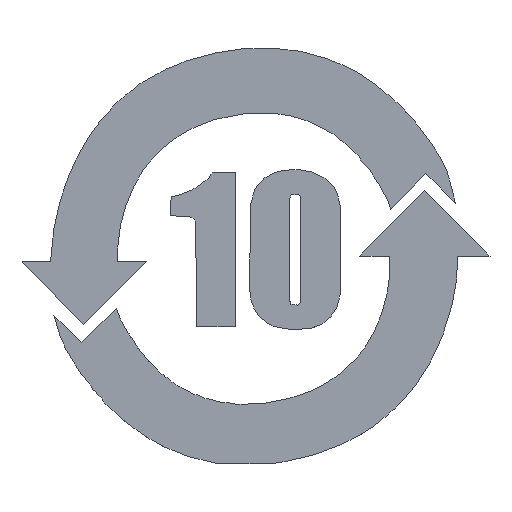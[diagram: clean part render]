
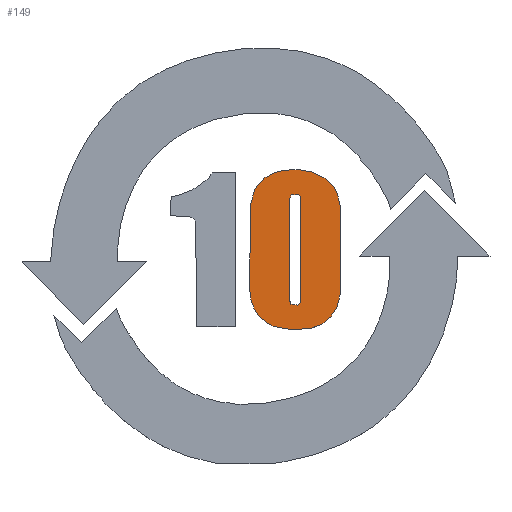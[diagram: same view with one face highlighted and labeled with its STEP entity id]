
A CAD part, top view. The second image highlights one B-rep face of the part: STEP entity #149.
In plain terms, the highlighted planar face has unit normal (0, 0, 1).
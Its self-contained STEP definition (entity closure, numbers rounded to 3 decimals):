
#25=FACE_BOUND('',#784,.T.);
#26=FACE_BOUND('',#785,.T.);
#149=ADVANCED_FACE('',(#25,#26),#361,.T.);
#361=PLANE('',#4466);
#784=EDGE_LOOP('',(#1416,#1417,#1418,#1419,#1420,#1421,#1422,#1423,#1424,
#1425,#1426,#1427,#1428,#1429,#1430,#1431,#1432,#1433,#1434,#1435,#1436,
#1437,#1438));
#785=EDGE_LOOP('',(#1439,#1440,#1441,#1442,#1443,#1444,#1445,#1446,#1447,
#1448));
#1416=ORIENTED_EDGE('',*,*,#2814,.T.);
#1417=ORIENTED_EDGE('',*,*,#2815,.T.);
#1418=ORIENTED_EDGE('',*,*,#2816,.T.);
#1419=ORIENTED_EDGE('',*,*,#2817,.T.);
#1420=ORIENTED_EDGE('',*,*,#2818,.T.);
#1421=ORIENTED_EDGE('',*,*,#2819,.T.);
#1422=ORIENTED_EDGE('',*,*,#2820,.T.);
#1423=ORIENTED_EDGE('',*,*,#2821,.T.);
#1424=ORIENTED_EDGE('',*,*,#2822,.T.);
#1425=ORIENTED_EDGE('',*,*,#2823,.T.);
#1426=ORIENTED_EDGE('',*,*,#2824,.T.);
#1427=ORIENTED_EDGE('',*,*,#2825,.T.);
#1428=ORIENTED_EDGE('',*,*,#2826,.T.);
#1429=ORIENTED_EDGE('',*,*,#2827,.T.);
#1430=ORIENTED_EDGE('',*,*,#2828,.T.);
#1431=ORIENTED_EDGE('',*,*,#2765,.T.);
#1432=ORIENTED_EDGE('',*,*,#2813,.T.);
#1433=ORIENTED_EDGE('',*,*,#2811,.T.);
#1434=ORIENTED_EDGE('',*,*,#2809,.T.);
#1435=ORIENTED_EDGE('',*,*,#2807,.T.);
#1436=ORIENTED_EDGE('',*,*,#2805,.T.);
#1437=ORIENTED_EDGE('',*,*,#2803,.T.);
#1438=ORIENTED_EDGE('',*,*,#2801,.T.);
#1439=ORIENTED_EDGE('',*,*,#2829,.T.);
#1440=ORIENTED_EDGE('',*,*,#2830,.T.);
#1441=ORIENTED_EDGE('',*,*,#2831,.T.);
#1442=ORIENTED_EDGE('',*,*,#2832,.T.);
#1443=ORIENTED_EDGE('',*,*,#2833,.T.);
#1444=ORIENTED_EDGE('',*,*,#2834,.T.);
#1445=ORIENTED_EDGE('',*,*,#2835,.T.);
#1446=ORIENTED_EDGE('',*,*,#2836,.T.);
#1447=ORIENTED_EDGE('',*,*,#2837,.T.);
#1448=ORIENTED_EDGE('',*,*,#2838,.T.);
#2284=VERTEX_POINT('',#6075);
#2285=VERTEX_POINT('',#6077);
#2318=VERTEX_POINT('',#6147);
#2319=VERTEX_POINT('',#6149);
#2320=VERTEX_POINT('',#6153);
#2321=VERTEX_POINT('',#6157);
#2322=VERTEX_POINT('',#6161);
#2323=VERTEX_POINT('',#6165);
#2324=VERTEX_POINT('',#6169);
#2325=VERTEX_POINT('',#6175);
#2326=VERTEX_POINT('',#6177);
#2327=VERTEX_POINT('',#6179);
#2328=VERTEX_POINT('',#6181);
#2329=VERTEX_POINT('',#6183);
#2330=VERTEX_POINT('',#6185);
#2331=VERTEX_POINT('',#6187);
#2332=VERTEX_POINT('',#6189);
#2333=VERTEX_POINT('',#6191);
#2334=VERTEX_POINT('',#6193);
#2335=VERTEX_POINT('',#6195);
#2336=VERTEX_POINT('',#6197);
#2337=VERTEX_POINT('',#6199);
#2338=VERTEX_POINT('',#6201);
#2339=VERTEX_POINT('',#6204);
#2340=VERTEX_POINT('',#6205);
#2341=VERTEX_POINT('',#6207);
#2342=VERTEX_POINT('',#6209);
#2343=VERTEX_POINT('',#6211);
#2344=VERTEX_POINT('',#6213);
#2345=VERTEX_POINT('',#6215);
#2346=VERTEX_POINT('',#6217);
#2347=VERTEX_POINT('',#6219);
#2348=VERTEX_POINT('',#6221);
#2765=EDGE_CURVE('',#2285,#2284,#3377,.T.);
#2801=EDGE_CURVE('',#2319,#2318,#3413,.T.);
#2803=EDGE_CURVE('',#2320,#2319,#3415,.T.);
#2805=EDGE_CURVE('',#2321,#2320,#3417,.T.);
#2807=EDGE_CURVE('',#2322,#2321,#3419,.T.);
#2809=EDGE_CURVE('',#2323,#2322,#3421,.T.);
#2811=EDGE_CURVE('',#2324,#2323,#3423,.T.);
#2813=EDGE_CURVE('',#2284,#2324,#3425,.T.);
#2814=EDGE_CURVE('',#2318,#2325,#3426,.T.);
#2815=EDGE_CURVE('',#2325,#2326,#3427,.T.);
#2816=EDGE_CURVE('',#2326,#2327,#3428,.T.);
#2817=EDGE_CURVE('',#2327,#2328,#3429,.T.);
#2818=EDGE_CURVE('',#2328,#2329,#3430,.T.);
#2819=EDGE_CURVE('',#2329,#2330,#3431,.T.);
#2820=EDGE_CURVE('',#2330,#2331,#3432,.T.);
#2821=EDGE_CURVE('',#2331,#2332,#3433,.T.);
#2822=EDGE_CURVE('',#2332,#2333,#3434,.T.);
#2823=EDGE_CURVE('',#2333,#2334,#3435,.T.);
#2824=EDGE_CURVE('',#2334,#2335,#3436,.T.);
#2825=EDGE_CURVE('',#2335,#2336,#3437,.T.);
#2826=EDGE_CURVE('',#2336,#2337,#3438,.T.);
#2827=EDGE_CURVE('',#2337,#2338,#3439,.T.);
#2828=EDGE_CURVE('',#2338,#2285,#3440,.T.);
#2829=EDGE_CURVE('',#2339,#2340,#3441,.T.);
#2830=EDGE_CURVE('',#2340,#2341,#3442,.T.);
#2831=EDGE_CURVE('',#2341,#2342,#3443,.T.);
#2832=EDGE_CURVE('',#2342,#2343,#3444,.T.);
#2833=EDGE_CURVE('',#2343,#2344,#3445,.T.);
#2834=EDGE_CURVE('',#2344,#2345,#3446,.T.);
#2835=EDGE_CURVE('',#2345,#2346,#3447,.T.);
#2836=EDGE_CURVE('',#2346,#2347,#3448,.T.);
#2837=EDGE_CURVE('',#2347,#2348,#3449,.T.);
#2838=EDGE_CURVE('',#2348,#2339,#3450,.T.);
#3377=LINE('',#6076,#3989);
#3413=LINE('',#6148,#4025);
#3415=LINE('',#6152,#4027);
#3417=LINE('',#6156,#4029);
#3419=LINE('',#6160,#4031);
#3421=LINE('',#6164,#4033);
#3423=LINE('',#6168,#4035);
#3425=LINE('',#6172,#4037);
#3426=LINE('',#6174,#4038);
#3427=LINE('',#6176,#4039);
#3428=LINE('',#6178,#4040);
#3429=LINE('',#6180,#4041);
#3430=LINE('',#6182,#4042);
#3431=LINE('',#6184,#4043);
#3432=LINE('',#6186,#4044);
#3433=LINE('',#6188,#4045);
#3434=LINE('',#6190,#4046);
#3435=LINE('',#6192,#4047);
#3436=LINE('',#6194,#4048);
#3437=LINE('',#6196,#4049);
#3438=LINE('',#6198,#4050);
#3439=LINE('',#6200,#4051);
#3440=LINE('',#6202,#4052);
#3441=LINE('',#6203,#4053);
#3442=LINE('',#6206,#4054);
#3443=LINE('',#6208,#4055);
#3444=LINE('',#6210,#4056);
#3445=LINE('',#6212,#4057);
#3446=LINE('',#6214,#4058);
#3447=LINE('',#6216,#4059);
#3448=LINE('',#6218,#4060);
#3449=LINE('',#6220,#4061);
#3450=LINE('',#6222,#4062);
#3989=VECTOR('',#4966,1.);
#4025=VECTOR('',#5006,1.);
#4027=VECTOR('',#5010,1.);
#4029=VECTOR('',#5014,1.);
#4031=VECTOR('',#5018,1.);
#4033=VECTOR('',#5022,1.);
#4035=VECTOR('',#5026,1.);
#4037=VECTOR('',#5030,1.);
#4038=VECTOR('',#5033,1.);
#4039=VECTOR('',#5034,1.);
#4040=VECTOR('',#5035,1.);
#4041=VECTOR('',#5036,1.);
#4042=VECTOR('',#5037,1.);
#4043=VECTOR('',#5038,1.);
#4044=VECTOR('',#5039,1.);
#4045=VECTOR('',#5040,1.);
#4046=VECTOR('',#5041,1.);
#4047=VECTOR('',#5042,1.);
#4048=VECTOR('',#5043,1.);
#4049=VECTOR('',#5044,1.);
#4050=VECTOR('',#5045,1.);
#4051=VECTOR('',#5046,1.);
#4052=VECTOR('',#5047,1.);
#4053=VECTOR('',#5048,1.);
#4054=VECTOR('',#5049,1.);
#4055=VECTOR('',#5050,1.);
#4056=VECTOR('',#5051,1.);
#4057=VECTOR('',#5052,1.);
#4058=VECTOR('',#5053,1.);
#4059=VECTOR('',#5054,1.);
#4060=VECTOR('',#5055,1.);
#4061=VECTOR('',#5056,1.);
#4062=VECTOR('',#5057,1.);
#4466=AXIS2_PLACEMENT_3D('',#6223,#5058,#5059);
#4966=DIRECTION('',(0.244,0.97,0.));
#5006=DIRECTION('',(-0.999,-0.055,0.));
#5010=DIRECTION('',(-0.985,0.175,0.));
#5014=DIRECTION('',(-0.905,0.426,0.));
#5018=DIRECTION('',(-0.744,0.669,0.));
#5022=DIRECTION('',(-0.447,0.894,0.));
#5026=DIRECTION('',(-0.226,0.974,0.));
#5030=DIRECTION('',(0.,1.,0.));
#5033=DIRECTION('',(-0.97,-0.244,0.));
#5034=DIRECTION('',(-0.88,-0.474,0.));
#5035=DIRECTION('',(-0.646,-0.763,0.));
#5036=DIRECTION('',(-0.287,-0.958,0.));
#5037=DIRECTION('',(-0.009,-1.,0.));
#5038=DIRECTION('',(0.132,-0.991,0.));
#5039=DIRECTION('',(0.371,-0.928,0.));
#5040=DIRECTION('',(0.556,-0.831,0.));
#5041=DIRECTION('',(0.747,-0.665,0.));
#5042=DIRECTION('',(0.894,-0.447,0.));
#5043=DIRECTION('',(0.985,-0.171,0.));
#5044=DIRECTION('',(0.997,0.083,0.));
#5045=DIRECTION('',(0.933,0.359,0.));
#5046=DIRECTION('',(0.774,0.633,0.));
#5047=DIRECTION('',(0.555,0.832,0.));
#5048=DIRECTION('',(-0.987,0.162,0.));
#5049=DIRECTION('',(-1.,0.,0.));
#5050=DIRECTION('',(-0.319,0.948,0.));
#5051=DIRECTION('',(-1.,0.,0.));
#5052=DIRECTION('',(0.,1.,0.));
#5053=DIRECTION('',(0.598,0.801,0.));
#5054=DIRECTION('',(0.99,0.143,0.));
#5055=DIRECTION('',(0.799,-0.602,0.));
#5056=DIRECTION('',(0.,-1.,0.));
#5057=DIRECTION('',(-0.801,-0.598,0.));
#5058=DIRECTION('',(0.,0.,1.));
#5059=DIRECTION('',(-1.,0.,0.));
#6075=CARTESIAN_POINT('',(1.001,-0.415,0.05));
#6076=CARTESIAN_POINT('',(0.963,-0.567,0.05));
#6077=CARTESIAN_POINT('',(0.963,-0.567,0.05));
#6147=CARTESIAN_POINT('',(0.324,1.082,0.05));
#6148=CARTESIAN_POINT('',(0.496,1.091,0.05));
#6149=CARTESIAN_POINT('',(0.496,1.091,0.05));
#6152=CARTESIAN_POINT('',(0.658,1.063,0.05));
#6153=CARTESIAN_POINT('',(0.658,1.063,0.05));
#6156=CARTESIAN_POINT('',(0.82,0.987,0.05));
#6157=CARTESIAN_POINT('',(0.82,0.987,0.05));
#6160=CARTESIAN_POINT('',(0.915,0.901,0.05));
#6161=CARTESIAN_POINT('',(0.915,0.901,0.05));
#6164=CARTESIAN_POINT('',(0.972,0.786,0.05));
#6165=CARTESIAN_POINT('',(0.972,0.786,0.05));
#6168=CARTESIAN_POINT('',(1.001,0.662,0.05));
#6169=CARTESIAN_POINT('',(1.001,0.662,0.05));
#6172=CARTESIAN_POINT('',(1.001,-0.415,0.05));
#6174=CARTESIAN_POINT('',(0.324,1.082,0.05));
#6175=CARTESIAN_POINT('',(0.21,1.053,0.05));
#6176=CARTESIAN_POINT('',(0.21,1.053,0.05));
#6177=CARTESIAN_POINT('',(0.086,0.987,0.05));
#6178=CARTESIAN_POINT('',(0.086,0.987,0.05));
#6179=CARTESIAN_POINT('',(-0.019,0.863,0.05));
#6180=CARTESIAN_POINT('',(-0.019,0.863,0.05));
#6181=CARTESIAN_POINT('',(-0.076,0.672,0.05));
#6182=CARTESIAN_POINT('',(-0.076,0.672,0.05));
#6183=CARTESIAN_POINT('',(-0.086,-0.348,0.05));
#6184=CARTESIAN_POINT('',(-0.086,-0.348,0.05));
#6185=CARTESIAN_POINT('',(-0.067,-0.491,0.05));
#6186=CARTESIAN_POINT('',(-0.067,-0.491,0.05));
#6187=CARTESIAN_POINT('',(-0.029,-0.586,0.05));
#6188=CARTESIAN_POINT('',(-0.029,-0.586,0.05));
#6189=CARTESIAN_POINT('',(0.029,-0.672,0.05));
#6190=CARTESIAN_POINT('',(0.029,-0.672,0.05));
#6191=CARTESIAN_POINT('',(0.114,-0.748,0.05));
#6192=CARTESIAN_POINT('',(0.114,-0.748,0.05));
#6193=CARTESIAN_POINT('',(0.21,-0.796,0.05));
#6194=CARTESIAN_POINT('',(0.21,-0.796,0.05));
#6195=CARTESIAN_POINT('',(0.429,-0.834,0.05));
#6196=CARTESIAN_POINT('',(0.429,-0.834,0.05));
#6197=CARTESIAN_POINT('',(0.658,-0.815,0.05));
#6198=CARTESIAN_POINT('',(0.658,-0.815,0.05));
#6199=CARTESIAN_POINT('',(0.782,-0.767,0.05));
#6200=CARTESIAN_POINT('',(0.782,-0.767,0.05));
#6201=CARTESIAN_POINT('',(0.886,-0.681,0.05));
#6202=CARTESIAN_POINT('',(0.886,-0.681,0.05));
#6203=CARTESIAN_POINT('',(0.486,-0.538,0.05));
#6204=CARTESIAN_POINT('',(0.486,-0.538,0.05));
#6205=CARTESIAN_POINT('',(0.429,-0.529,0.05));
#6206=CARTESIAN_POINT('',(0.429,-0.529,0.05));
#6207=CARTESIAN_POINT('',(0.41,-0.529,0.05));
#6208=CARTESIAN_POINT('',(0.41,-0.529,0.05));
#6209=CARTESIAN_POINT('',(0.4,-0.5,0.05));
#6210=CARTESIAN_POINT('',(0.4,-0.5,0.05));
#6211=CARTESIAN_POINT('',(0.391,-0.5,0.05));
#6212=CARTESIAN_POINT('',(0.391,-0.5,0.05));
#6213=CARTESIAN_POINT('',(0.391,0.748,0.05));
#6214=CARTESIAN_POINT('',(0.391,0.748,0.05));
#6215=CARTESIAN_POINT('',(0.419,0.786,0.05));
#6216=CARTESIAN_POINT('',(0.419,0.786,0.05));
#6217=CARTESIAN_POINT('',(0.486,0.796,0.05));
#6218=CARTESIAN_POINT('',(0.486,0.796,0.05));
#6219=CARTESIAN_POINT('',(0.524,0.767,0.05));
#6220=CARTESIAN_POINT('',(0.524,0.767,0.05));
#6221=CARTESIAN_POINT('',(0.524,-0.51,0.05));
#6222=CARTESIAN_POINT('',(0.524,-0.51,0.05));
#6223=CARTESIAN_POINT('',(0.,0.,0.05));
